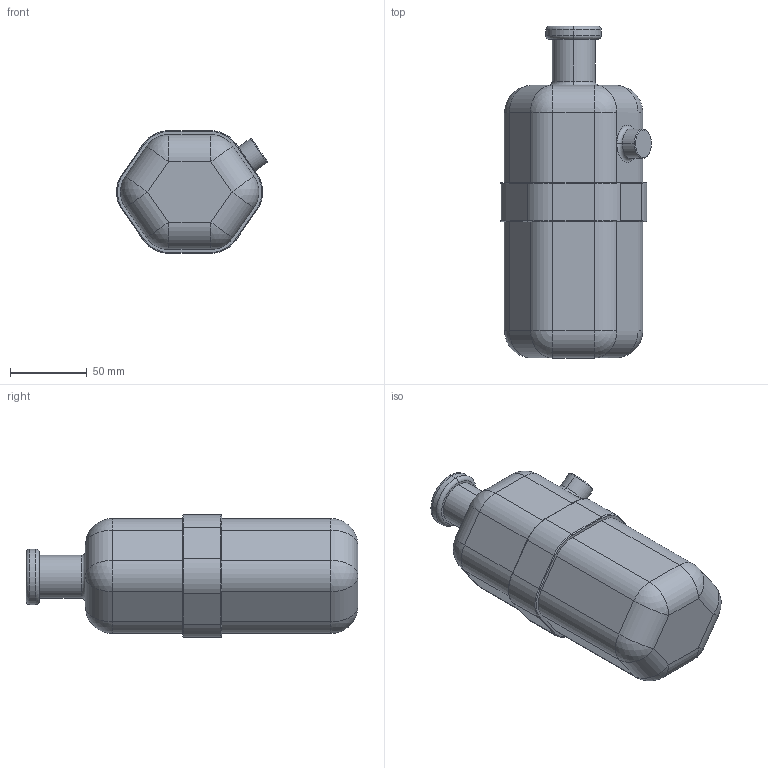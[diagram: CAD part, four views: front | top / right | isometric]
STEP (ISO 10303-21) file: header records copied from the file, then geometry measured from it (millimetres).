
FILE_DESCRIPTION(('produced by SPATIAL CORP'),'2;1');
FILE_NAME( 'collector-40932.prt.hh.sat.stp' ,'2002-04-19T13:36:15+00:00',('SPATIAL CORP'),('SPATIAL CORP'), 'ACIS STEP Husk','http://www.spatial.com','SPATIAL CORP');
FILE_SCHEMA(('CONFIG_CONTROL_DESIGN'));
Length unit declared in the file: millimetre
Products named in the file (1): PRODUCT_ID_1
Bounding box: 98.31 x 216.43 x 79.98 mm (x, y, z)
Volume: 955002.2 mm3; surface area: 59310.5 mm2
Topology: 1 solids, 1 shells, 108 faces, 244 edges, 134 vertices
Faces by surface type: cylinder 48, plane 26, torus 22, sphere 12
Entity records: 2973 total; most frequent: DIRECTION 564, CARTESIAN_POINT 474, ORIENTED_EDGE 472, EDGE_CURVE 236, AXIS2_PLACEMENT_3D 230, VERTEX_POINT 134, CIRCLE 130, EDGE_LOOP 112
